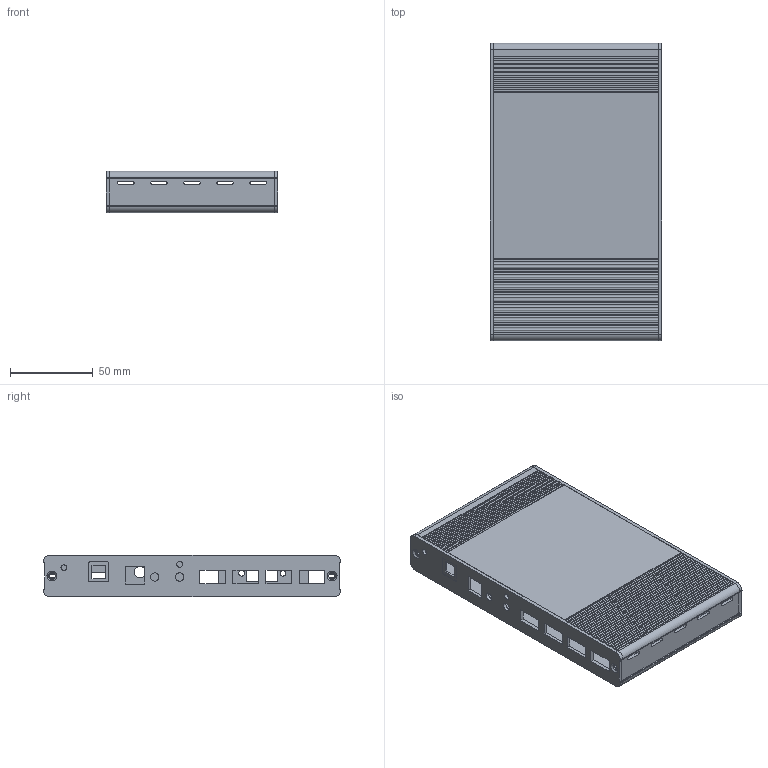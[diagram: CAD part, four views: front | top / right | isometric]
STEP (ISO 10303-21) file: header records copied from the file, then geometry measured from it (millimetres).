
FILE_DESCRIPTION( ( 'Unknown' ), '1' );
FILE_NAME( 'CA-USBHU100R.stp', 'Unknown', ( 'Unknown' ), ( 'Unknown' ), 'PSStep 15.0.49', 'Unknown', ' ' );
FILE_SCHEMA( ( 'AUTOMOTIVE_DESIGN { 1 0 10303 214 1 1 1 1 }' ) );
Length unit declared in the file: millimetre
Products named in the file (4): Assem1; CA-USBHU100R; USBHU100R-1; USBHU100R-2
Assembly tree (3 placements, depth 2):
  Assem1
    CA-USBHU100R
    USBHU100R-1
    USBHU100R-2
Bounding box: 104 x 180 x 25 mm (x, y, z)
Volume: 96446.8 mm3; surface area: 108026.8 mm2
Topology: 3 solids, 3 shells, 452 faces, 1335 edges, 890 vertices
Faces by surface type: plane 339, cylinder 109, cone 4
Full cylindrical faces by diameter (mm): 3.5 x5, 4 x4, 5 x2, 7 x2
Entity records: 18682 total; most frequent: CARTESIAN_POINT 2656, ORIENTED_EDGE 2628, DIRECTION 2448, EDGE_CURVE 1314, LINE 1092, VECTOR 1092, VERTEX_POINT 886, AXIS2_PLACEMENT_3D 678
